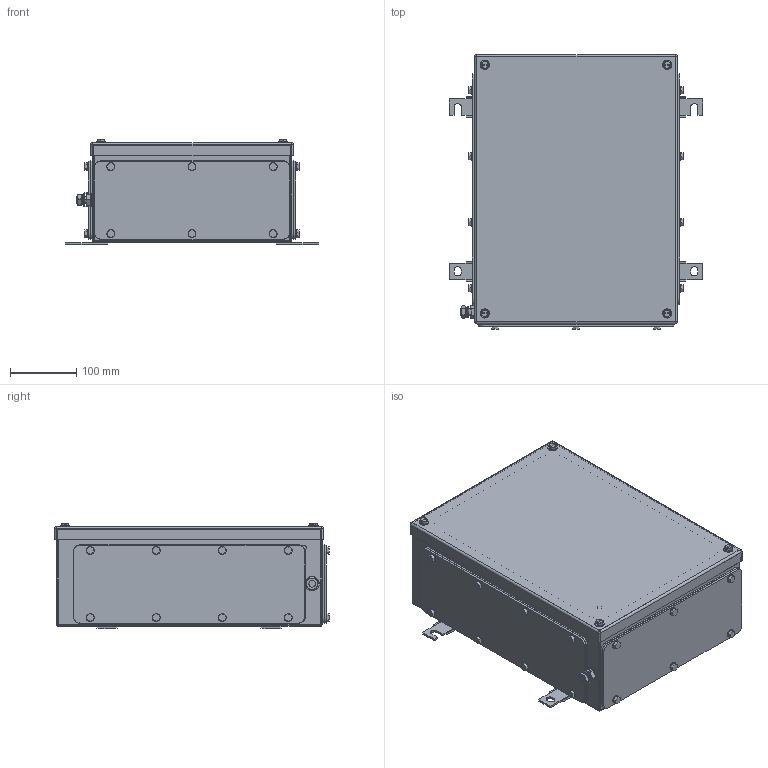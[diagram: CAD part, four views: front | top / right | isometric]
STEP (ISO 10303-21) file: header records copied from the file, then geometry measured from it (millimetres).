
FILE_DESCRIPTION(('CATIA V5 STEP Exchange','CAx-IF Rec.Pracs.--- Model Styling and Organization---1.4--- 2014-01-23'),'2;1');
FILE_NAME ('008642-4_2_1196030000_1196030000.stp','2019-09-25T06:01:30+00:00',('none'),('Weidmueller'),'CATIA Version 5-6 Release 2016 SP3 HF44','CATIA V5 STEP AP214','none');
FILE_SCHEMA(('AUTOMOTIVE_DESIGN { 1 0 10303 214 1 1 1 1 }'));
Length unit declared in the file: millimetre
Products named in the file (1): Product7_AllCATPart
Bounding box: 381 x 413.5 x 158.5 mm (x, y, z)
Volume: 1212748.3 mm3; surface area: 1278728.5 mm2
Topology: 86 solids, 86 shells, 1824 faces, 4160 edges, 2578 vertices
Faces by surface type: cylinder 766, plane 660, cone 352, torus 30, sphere 16
Entity records: 48233 total; most frequent: CARTESIAN_POINT 9912, ORIENTED_EDGE 8168, DIRECTION 6379, EDGE_CURVE 4084, AXIS2_PLACEMENT_3D 3010, VERTEX_POINT 2578, EDGE_LOOP 2166, VECTOR 2090
